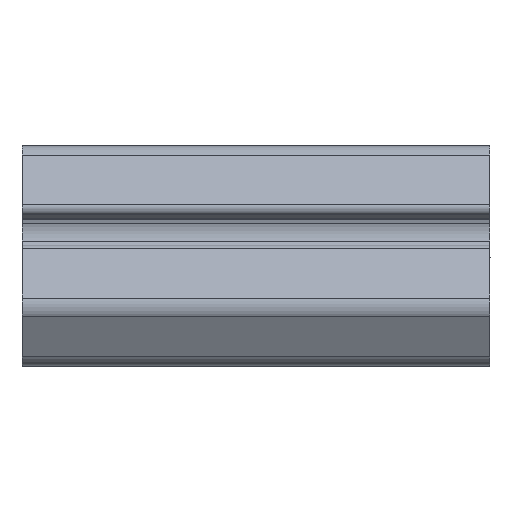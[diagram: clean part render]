
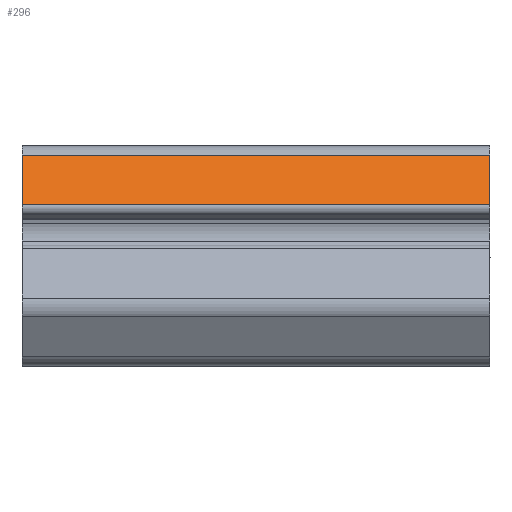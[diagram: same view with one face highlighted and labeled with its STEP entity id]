
A CAD part, front view. The second image highlights one B-rep face of the part: STEP entity #296.
In plain terms, the highlighted planar face has unit normal (0, -0.866, 0.5).
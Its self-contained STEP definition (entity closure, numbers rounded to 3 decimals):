
#296=ADVANCED_FACE('',(#614),#615,.F.);
#614=FACE_OUTER_BOUND('',#947,.T.);
#615=PLANE('',#948);
#947=EDGE_LOOP('',(#2284,#2285,#2286,#2287));
#948=AXIS2_PLACEMENT_3D('',#2288,#2289,#2290);
#2284=ORIENTED_EDGE('',*,*,#2763,.F.);
#2285=ORIENTED_EDGE('',*,*,#2850,.F.);
#2286=ORIENTED_EDGE('',*,*,#2619,.F.);
#2287=ORIENTED_EDGE('',*,*,#2851,.T.);
#2288=CARTESIAN_POINT('',(50000.0,-11.453,16.321));
#2289=DIRECTION('',(0.0,0.866,-0.5));
#2290=DIRECTION('',(0.0,0.5,0.866));
#2619=EDGE_CURVE('',#3243,#3245,#3246,.T.);
#2763=EDGE_CURVE('',#3530,#3532,#3533,.T.);
#2850=EDGE_CURVE('',#3245,#3530,#3634,.T.);
#2851=EDGE_CURVE('',#3243,#3532,#3635,.T.);
#3243=VERTEX_POINT('',#4153);
#3245=VERTEX_POINT('',#4155);
#3246=LINE('',#4156,#4157);
#3530=VERTEX_POINT('',#4507);
#3532=VERTEX_POINT('',#4509);
#3533=LINE('',#4510,#4511);
#3634=LINE('',#4690,#4691);
#3635=LINE('',#4692,#4693);
#4153=CARTESIAN_POINT('',(50.,-8.406,21.6));
#4155=CARTESIAN_POINT('',(50.,-14.501,11.043));
#4156=CARTESIAN_POINT('',(50.,-11.453,16.321));
#4157=VECTOR('',#5139,1.0);
#4507=CARTESIAN_POINT('',(-50.,-14.501,11.043));
#4509=CARTESIAN_POINT('',(-50.,-8.406,21.6));
#4510=CARTESIAN_POINT('',(-50.,-11.453,16.321));
#4511=VECTOR('',#5437,1.0);
#4690=CARTESIAN_POINT('',(50000.0,-14.501,11.043));
#4691=VECTOR('',#5540,1.0);
#4692=CARTESIAN_POINT('',(50000.0,-8.406,21.6));
#4693=VECTOR('',#5541,1.0);
#5139=DIRECTION('',(0.0,-0.5,-0.866));
#5437=DIRECTION('',(0.0,0.5,0.866));
#5540=DIRECTION('',(-1.0,0.0,0.0));
#5541=DIRECTION('',(-1.0,0.0,0.0));
